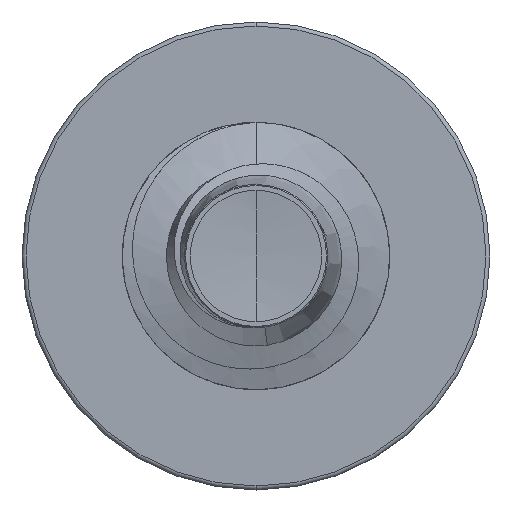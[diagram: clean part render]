
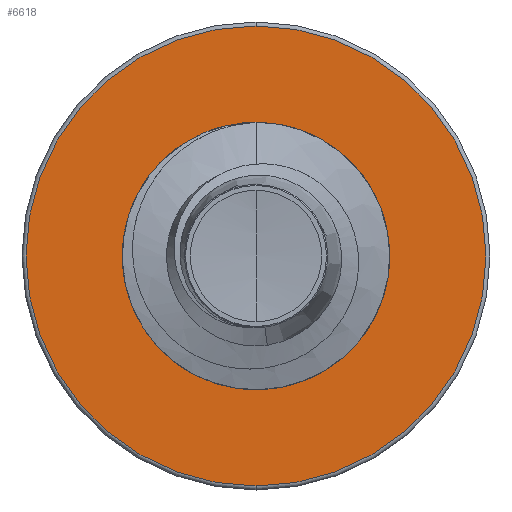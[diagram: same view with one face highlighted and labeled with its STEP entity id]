
A CAD part, front view. The second image highlights one B-rep face of the part: STEP entity #6618.
In plain terms, the highlighted planar face has unit normal (0, -1, 0).
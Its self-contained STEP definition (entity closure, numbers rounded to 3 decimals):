
#83 = CARTESIAN_POINT ( 'NONE',  ( 0., 8., 5.16 ) ) ;
#308 = DIRECTION ( 'NONE',  ( 0., 0., 1. ) ) ;
#312 = PLANE ( 'NONE',  #4152 ) ;
#356 = CARTESIAN_POINT ( 'NONE',  ( 0., 8., -2.842 ) ) ;
#400 = DIRECTION ( 'NONE',  ( 0., 1., 0. ) ) ;
#845 = AXIS2_PLACEMENT_3D ( 'NONE', #10401, #10399, #10388 ) ;
#898 = AXIS2_PLACEMENT_3D ( 'NONE', #10656, #10644, #10639 ) ;
#1162 = ORIENTED_EDGE ( 'NONE', *, *, #11884, .F. ) ;
#1333 = ORIENTED_EDGE ( 'NONE', *, *, #12367, .F. ) ;
#1341 = VERTEX_POINT ( 'NONE', #8223 ) ;
#1432 = AXIS2_PLACEMENT_3D ( 'NONE', #5087, #5072, #5067 ) ;
#1449 = CIRCLE ( 'NONE', #898, 5.16 ) ;
#1465 = AXIS2_PLACEMENT_3D ( 'NONE', #5907, #5895, #5496 ) ;
#2040 = VERTEX_POINT ( 'NONE', #83 ) ;
#2799 = ORIENTED_EDGE ( 'NONE', *, *, #12399, .T. ) ;
#4152 = AXIS2_PLACEMENT_3D ( 'NONE', #356, #400, #308 ) ;
#5067 = DIRECTION ( 'NONE',  ( 0., 0., 1. ) ) ;
#5072 = DIRECTION ( 'NONE',  ( 0., 1., 0. ) ) ;
#5087 = CARTESIAN_POINT ( 'NONE',  ( 0., 8., 0. ) ) ;
#5496 = DIRECTION ( 'NONE',  ( 0., 0., 1. ) ) ;
#5754 = VERTEX_POINT ( 'NONE', #6352 ) ;
#5895 = DIRECTION ( 'NONE',  ( 0., 1., 0. ) ) ;
#5907 = CARTESIAN_POINT ( 'NONE',  ( 0., 8., 0. ) ) ;
#6284 = ORIENTED_EDGE ( 'NONE', *, *, #11869, .T. ) ;
#6352 = CARTESIAN_POINT ( 'NONE',  ( 0., 8., -2.842 ) ) ;
#6618 = ADVANCED_FACE ( 'NONE', ( #10698, #12329 ), #312, .F. ) ;
#8223 = CARTESIAN_POINT ( 'NONE',  ( 0., 8., 2.842 ) ) ;
#8967 = EDGE_LOOP ( 'NONE', ( #6284, #2799 ) ) ;
#9783 = CARTESIAN_POINT ( 'NONE',  ( 0., 8., -5.16 ) ) ;
#10388 = DIRECTION ( 'NONE',  ( 0., 0., 1. ) ) ;
#10399 = DIRECTION ( 'NONE',  ( 0., 1., 0. ) ) ;
#10401 = CARTESIAN_POINT ( 'NONE',  ( 0., 8., 0. ) ) ;
#10639 = DIRECTION ( 'NONE',  ( 0., 0., 1. ) ) ;
#10644 = DIRECTION ( 'NONE',  ( 0., 1., 0. ) ) ;
#10656 = CARTESIAN_POINT ( 'NONE',  ( 0., 8., 0. ) ) ;
#10683 = CIRCLE ( 'NONE', #845, 2.842 ) ;
#10698 = FACE_OUTER_BOUND ( 'NONE', #11931, .T. ) ;
#10924 = VERTEX_POINT ( 'NONE', #9783 ) ;
#11869 = EDGE_CURVE ( 'NONE', #1341, #5754, #13393, .T. ) ;
#11884 = EDGE_CURVE ( 'NONE', #2040, #10924, #13178, .T. ) ;
#11931 = EDGE_LOOP ( 'NONE', ( #1162, #1333 ) ) ;
#12329 = FACE_BOUND ( 'NONE', #8967, .T. ) ;
#12367 = EDGE_CURVE ( 'NONE', #10924, #2040, #1449, .T. ) ;
#12399 = EDGE_CURVE ( 'NONE', #5754, #1341, #10683, .T. ) ;
#13178 = CIRCLE ( 'NONE', #1432, 5.16 ) ;
#13393 = CIRCLE ( 'NONE', #1465, 2.842 ) ;
